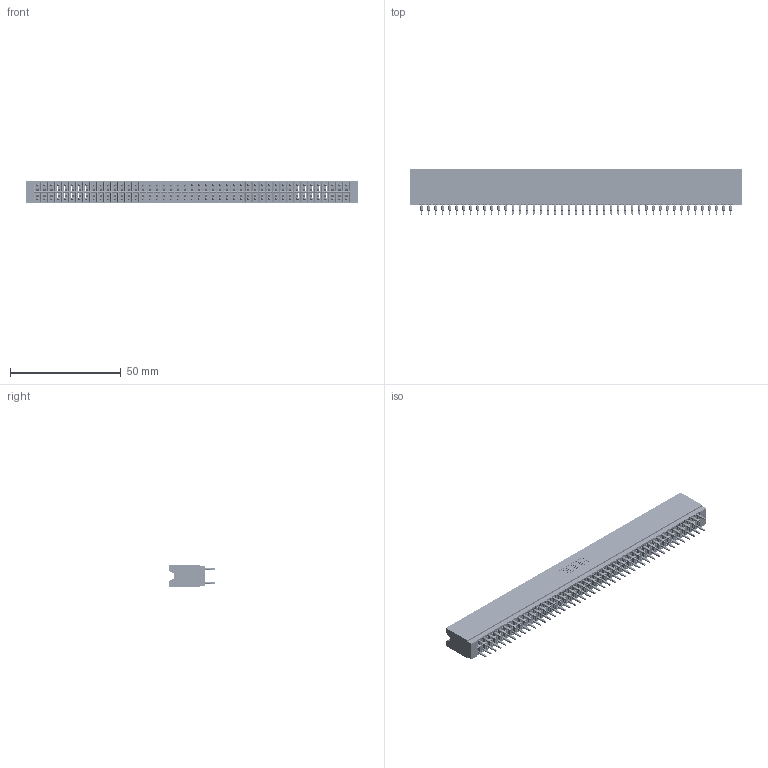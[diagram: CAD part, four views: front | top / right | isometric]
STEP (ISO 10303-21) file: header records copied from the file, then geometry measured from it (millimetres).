
FILE_DESCRIPTION (( 'STEP AP203' ), '1' );
FILE_NAME ('746-090-560-206.STEP', '2026-03-04T20:29:15', ( '' ), ( '' ), 'SwSTEP 2.0', 'SolidWorks 2023', '' );
FILE_SCHEMA (( 'CONFIG_CONTROL_DESIGN' ));
Length unit declared in the file: millimetre
Products named in the file (3): 746 Part_.515 Slot Depth - 06; 746-090-560-206; 746-292-001_560
Assembly tree (91 placements, depth 2):
  746-090-560-206
    746 Part_.515 Slot Depth - 06
    746-292-001_560  x90
Bounding box: 150.11 x 20.82 x 9.91 mm (x, y, z)
Volume: 16360.1 mm3; surface area: 27816.1 mm2
Topology: 91 solids, 91 shells, 8603 faces, 23935 edges, 15340 vertices
Faces by surface type: plane 4286, cylinder 1977, bspline 1800, torus 540
Entity records: 69226 total; most frequent: CARTESIAN_POINT 13732, ORIENTED_EDGE 11914, DIRECTION 9949, EDGE_CURVE 5957, VECTOR 5315, LINE 5315, VERTEX_POINT 3948, AXIS2_PLACEMENT_3D 2317
